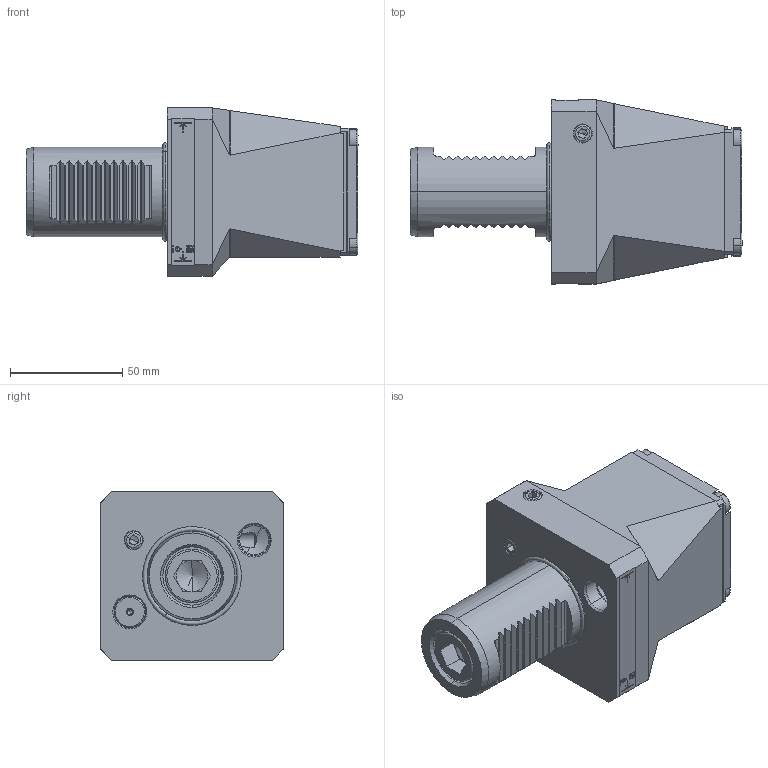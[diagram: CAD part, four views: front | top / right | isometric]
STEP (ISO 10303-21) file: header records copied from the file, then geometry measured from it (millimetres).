
FILE_DESCRIPTION (( 'STEP AP214' ), '1' );
FILE_NAME ('RER.PS5.VD4.085.STEP', '2024-12-11T09:59:25', ( '' ), ( '' ), 'SwSTEP 2.0', 'SolidWorks 2022', '' );
FILE_SCHEMA (( 'AUTOMOTIVE_DESIGN' ));
Length unit declared in the file: millimetre
Products named in the file (23): DIN 3771 - 11x1.5; ISO 4762 - M4 x 30_PreviewCfg; U50-PS5.ER1.046_A; U50-PS5.058.008; ISO 8752 3x10; U50-PS5.ERx.013_A_Links gewinde; DIN 6325_ø4x12_2x6; RER-PS5.VD4.085-11_C; RER.PS5.VD4.085; U50-PS5.029.008_C; DIN 3771 - 48x1.5_vorgespannt; ISO 4762 - M16 x 65; VD4-ER1.040.066; DIN 7984 - M6 x 16; DIN 3771 - 46x2; ISO 4026 - M8 x 8_für.step; ISO 8734 - 5 x 12_PreviewCfg; VD4-ER1.014.010_A; U50-PS5.ER1.030_A; U50-PS5.ERx.013_A; VD4-ER1.040.066_B; VD4-ER1.014.010; DIN 3771 - 40x2
Assembly tree (29 placements, depth 3):
  RER.PS5.VD4.085
    RER-PS5.VD4.085-11_C
    VD4-ER1.040.066
      VD4-ER1.040.066_B
      ISO 4762 - M16 x 65
      ISO 8734 - 5 x 12_PreviewCfg
      DIN 3771 - 40x2
    U50-PS5.058.008
      U50-PS5.029.008_C
      U50-PS5.ER1.030_A
      DIN 3771 - 46x2
      ISO 4762 - M4 x 30_PreviewCfg  x2
      U50-PS5.ERx.013_A
      U50-PS5.ERx.013_A_Links gewinde
      U50-PS5.ER1.046_A
      DIN 6325_ø4x12_2x6  x2
      DIN 7984 - M6 x 16  x4
      ISO 8752 3x10
      DIN 3771 - 48x1.5_vorgespannt
    VD4-ER1.014.010
      VD4-ER1.014.010_A
      DIN 3771 - 11x1.5
    ISO 4026 - M8 x 8_für.step  x3
Bounding box: 148 x 82 x 75 mm (x, y, z)
Volume: 393597.8 mm3; surface area: 104632 mm2
Topology: 26 solids, 26 shells, 994 faces, 2529 edges, 1577 vertices
Faces by surface type: plane 430, cylinder 251, cone 240, torus 63, sphere 8, bspline 2
Entity records: 28897 total; most frequent: CARTESIAN_POINT 7150, ORIENTED_EDGE 4270, DIRECTION 4143, EDGE_CURVE 2135, AXIS2_PLACEMENT_3D 1542, VERTEX_POINT 1371, VECTOR 1059, LINE 1059
